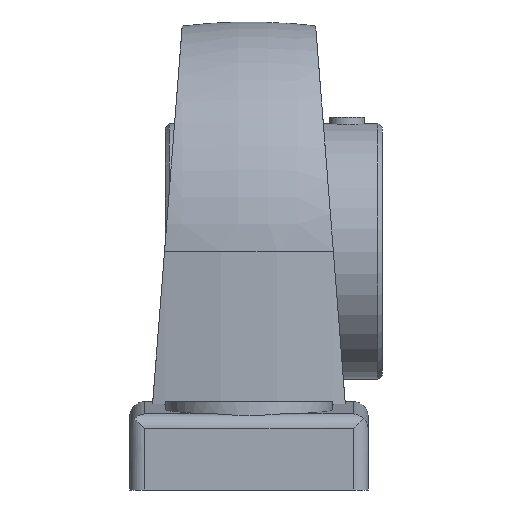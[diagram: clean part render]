
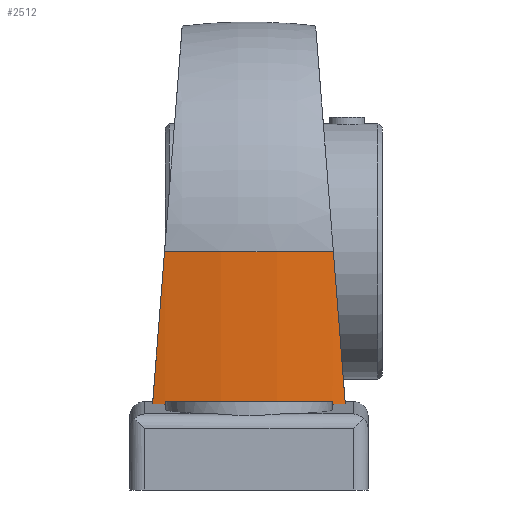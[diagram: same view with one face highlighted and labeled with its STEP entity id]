
A CAD part, front view. The second image highlights one B-rep face of the part: STEP entity #2512.
In plain terms, the highlighted cylindrical face has radius 121.314 mm (diameter 242.627 mm), a partial arc.
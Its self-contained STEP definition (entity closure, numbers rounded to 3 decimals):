
#239 = DIRECTION ( 'NONE',  ( 0., 0., -1. ) ) ;
#258 = CARTESIAN_POINT ( 'NONE',  ( -19.112, -50.485, 0. ) ) ;
#342 = CARTESIAN_POINT ( 'NONE',  ( -18.9, -50.519, -34. ) ) ;
#391 = VERTEX_POINT ( 'NONE', #7331 ) ;
#393 = DIRECTION ( 'NONE',  ( -1., 0., 0. ) ) ;
#499 = CARTESIAN_POINT ( 'NONE',  ( 20.853, -50.198, -34.587 ) ) ;
#1032 = VECTOR ( 'NONE', #7797, 1000. ) ;
#1068 = AXIS2_PLACEMENT_3D ( 'NONE', #4013, #1247, #393 ) ;
#1205 = EDGE_CURVE ( 'NONE', #9887, #8275, #10448, .T. ) ;
#1247 = DIRECTION ( 'NONE',  ( 0., 0., 1. ) ) ;
#1331 = ORIENTED_EDGE ( 'NONE', *, *, #5062, .T. ) ;
#1456 = CARTESIAN_POINT ( 'NONE',  ( -19.112, -50.485, 0. ) ) ;
#1990 = EDGE_CURVE ( 'NONE', #5439, #391, #6629, .T. ) ;
#2273 = AXIS2_PLACEMENT_3D ( 'NONE', #3690, #239, #4426 ) ;
#2512 = ADVANCED_FACE ( 'NONE', ( #10453 ), #8653, .T. ) ;
#2543 = ORIENTED_EDGE ( 'NONE', *, *, #6997, .T. ) ;
#2583 = CARTESIAN_POINT ( 'NONE',  ( 0., 69.313, -36. ) ) ;
#2693 = CARTESIAN_POINT ( 'NONE',  ( 19.112, -50.485, 0. ) ) ;
#2802 = VERTEX_POINT ( 'NONE', #2693 ) ;
#2912 = CARTESIAN_POINT ( 'NONE',  ( 20.923, -50.186, -23.074 ) ) ;
#2990 = EDGE_CURVE ( 'NONE', #3250, #8275, #3939, .T. ) ;
#3016 = CARTESIAN_POINT ( 'NONE',  ( -18.9, -50.519, -34.604 ) ) ;
#3250 = VERTEX_POINT ( 'NONE', #3016 ) ;
#3595 = CARTESIAN_POINT ( 'NONE',  ( -18.9, -50.519, -34.341 ) ) ;
#3690 = CARTESIAN_POINT ( 'NONE',  ( 0., 69.313, 0. ) ) ;
#3802 = ORIENTED_EDGE ( 'NONE', *, *, #1990, .F. ) ;
#3939 =( BOUNDED_CURVE ( )  B_SPLINE_CURVE ( 3, ( #4094, #6925, #6866, #7559 ),
 .UNSPECIFIED., .F., .T. ) 
 B_SPLINE_CURVE_WITH_KNOTS ( ( 4, 4 ),
 ( 0.156, 0.181 ),
 .UNSPECIFIED. ) 
 CURVE ( )  GEOMETRIC_REPRESENTATION_ITEM ( )  RATIONAL_B_SPLINE_CURVE ( ( 1., 1., 1., 1. ) ) 
 REPRESENTATION_ITEM ( '' )  );
#4013 = CARTESIAN_POINT ( 'NONE',  ( 0., 69.313, -34. ) ) ;
#4094 = CARTESIAN_POINT ( 'NONE',  ( -18.9, -50.519, -34.604 ) ) ;
#4202 = CARTESIAN_POINT ( 'NONE',  ( -21.826, -50.02, -34.578 ) ) ;
#4216 = ORIENTED_EDGE ( 'NONE', *, *, #7930, .T. ) ;
#4426 = DIRECTION ( 'NONE',  ( -1., 0., 0. ) ) ;
#4448 = CARTESIAN_POINT ( 'NONE',  ( -21.826, -50.02, -34.578 ) ) ;
#4496 = CIRCLE ( 'NONE', #1068, 121.313 ) ;
#4733 = ORIENTED_EDGE ( 'NONE', *, *, #1205, .T. ) ;
#4925 = LINE ( 'NONE', #6696, #7386 ) ;
#5062 = EDGE_CURVE ( 'NONE', #5439, #2802, #9662, .T. ) ;
#5133 = DIRECTION ( 'NONE',  ( -1., 0., 0. ) ) ;
#5439 = VERTEX_POINT ( 'NONE', #6157 ) ;
#5662 = CARTESIAN_POINT ( 'NONE',  ( 18.9, -50.519, -34.604 ) ) ;
#6100 = CARTESIAN_POINT ( 'NONE',  ( -20.923, -50.186, -23.074 ) ) ;
#6157 = CARTESIAN_POINT ( 'NONE',  ( 21.826, -50.02, -34.578 ) ) ;
#6163 = DIRECTION ( 'NONE',  ( 0., 0., 1. ) ) ;
#6209 = EDGE_CURVE ( 'NONE', #2802, #9887, #10409, .T. ) ;
#6332 = CARTESIAN_POINT ( 'NONE',  ( -20.018, -50.34, -11.548 ) ) ;
#6405 = CARTESIAN_POINT ( 'NONE',  ( 19.112, -50.485, 0. ) ) ;
#6629 =( BOUNDED_CURVE ( )  B_SPLINE_CURVE ( 3, ( #9009, #499, #9965, #5662 ),
 .UNSPECIFIED., .F., .T. ) 
 B_SPLINE_CURVE_WITH_KNOTS ( ( 4, 4 ),
 ( 6.102, 6.127 ),
 .UNSPECIFIED. ) 
 CURVE ( )  GEOMETRIC_REPRESENTATION_ITEM ( )  RATIONAL_B_SPLINE_CURVE ( ( 1., 1., 1., 1. ) ) 
 REPRESENTATION_ITEM ( '' )  );
#6696 = CARTESIAN_POINT ( 'NONE',  ( 18.9, -50.519, -34.341 ) ) ;
#6866 = CARTESIAN_POINT ( 'NONE',  ( -20.853, -50.198, -34.587 ) ) ;
#6925 = CARTESIAN_POINT ( 'NONE',  ( -19.877, -50.365, -34.596 ) ) ;
#6939 = LINE ( 'NONE', #3595, #1032 ) ;
#6997 = EDGE_CURVE ( 'NONE', #3250, #8962, #6939, .T. ) ;
#7331 = CARTESIAN_POINT ( 'NONE',  ( 18.9, -50.519, -34.604 ) ) ;
#7386 = VECTOR ( 'NONE', #8398, 1000. ) ;
#7559 = CARTESIAN_POINT ( 'NONE',  ( -21.826, -50.02, -34.578 ) ) ;
#7612 = EDGE_CURVE ( 'NONE', #8164, #391, #4925, .T. ) ;
#7797 = DIRECTION ( 'NONE',  ( 0., 0., 1. ) ) ;
#7930 = EDGE_CURVE ( 'NONE', #8962, #8164, #4496, .T. ) ;
#8164 = VERTEX_POINT ( 'NONE', #10214 ) ;
#8167 = ORIENTED_EDGE ( 'NONE', *, *, #2990, .F. ) ;
#8275 = VERTEX_POINT ( 'NONE', #4202 ) ;
#8398 = DIRECTION ( 'NONE',  ( 0., 0., -1. ) ) ;
#8653 = CYLINDRICAL_SURFACE ( 'NONE', #9652, 121.313 ) ;
#8831 = ORIENTED_EDGE ( 'NONE', *, *, #6209, .T. ) ;
#8962 = VERTEX_POINT ( 'NONE', #342 ) ;
#9009 = CARTESIAN_POINT ( 'NONE',  ( 21.826, -50.02, -34.578 ) ) ;
#9652 = AXIS2_PLACEMENT_3D ( 'NONE', #2583, #6163, #5133 ) ;
#9662 =( BOUNDED_CURVE ( )  B_SPLINE_CURVE ( 3, ( #10663, #2912, #10690, #6405 ),
 .UNSPECIFIED., .F., .T. ) 
 B_SPLINE_CURVE_WITH_KNOTS ( ( 4, 4 ),
 ( 4.531, 4.554 ),
 .UNSPECIFIED. ) 
 CURVE ( )  GEOMETRIC_REPRESENTATION_ITEM ( )  RATIONAL_B_SPLINE_CURVE ( ( 1., 1., 1., 1. ) ) 
 REPRESENTATION_ITEM ( '' )  );
#9887 = VERTEX_POINT ( 'NONE', #1456 ) ;
#9965 = CARTESIAN_POINT ( 'NONE',  ( 19.877, -50.365, -34.596 ) ) ;
#10213 = ORIENTED_EDGE ( 'NONE', *, *, #7612, .T. ) ;
#10214 = CARTESIAN_POINT ( 'NONE',  ( 18.9, -50.519, -34. ) ) ;
#10409 = CIRCLE ( 'NONE', #2273, 121.313 ) ;
#10448 =( BOUNDED_CURVE ( )  B_SPLINE_CURVE ( 3, ( #258, #6332, #6100, #4448 ),
 .UNSPECIFIED., .F., .T. ) 
 B_SPLINE_CURVE_WITH_KNOTS ( ( 4, 4 ),
 ( 4.871, 4.893 ),
 .UNSPECIFIED. ) 
 CURVE ( )  GEOMETRIC_REPRESENTATION_ITEM ( )  RATIONAL_B_SPLINE_CURVE ( ( 1., 1., 1., 1. ) ) 
 REPRESENTATION_ITEM ( '' )  );
#10453 = FACE_OUTER_BOUND ( 'NONE', #11034, .T. ) ;
#10663 = CARTESIAN_POINT ( 'NONE',  ( 21.826, -50.02, -34.578 ) ) ;
#10690 = CARTESIAN_POINT ( 'NONE',  ( 20.018, -50.34, -11.548 ) ) ;
#11034 = EDGE_LOOP ( 'NONE', ( #2543, #4216, #10213, #3802, #1331, #8831, #4733, #8167 ) ) ;
